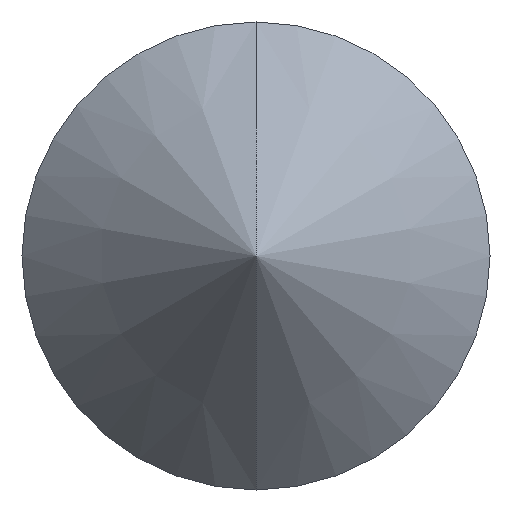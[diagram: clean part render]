
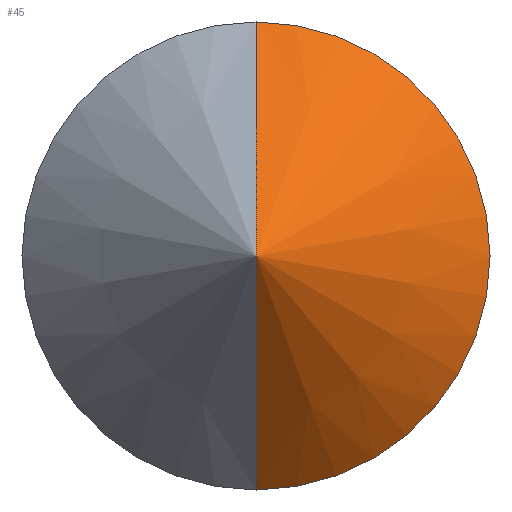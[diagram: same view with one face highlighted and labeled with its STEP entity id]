
A CAD part, front view. The second image highlights one B-rep face of the part: STEP entity #45.
In plain terms, the highlighted conical face has half-angle 45 degrees and reference radius 1000 mm.
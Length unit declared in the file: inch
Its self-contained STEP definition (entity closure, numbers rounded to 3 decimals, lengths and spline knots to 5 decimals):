
#6 = CARTESIAN_POINT ( 'NONE',  ( 0., 0.0625, -0.0625 ) ) ;
#19 = ORIENTED_EDGE ( 'NONE', *, *, #262, .T. ) ;
#23 = FACE_OUTER_BOUND ( 'NONE', #283, .T. ) ;
#26 = DIRECTION ( 'NONE',  ( 0., 0.707, -0.707 ) ) ;
#34 = CARTESIAN_POINT ( 'NONE',  ( 0., 0., 0. ) ) ;
#42 = DIRECTION ( 'NONE',  ( 0., 0.707, 0.707 ) ) ;
#45 = ADVANCED_FACE ( 'NONE', ( #23 ), #183, .T. ) ;
#53 = AXIS2_PLACEMENT_3D ( 'NONE', #345, #324, #267 ) ;
#61 = CIRCLE ( 'NONE', #53, 0.0625 ) ;
#72 = VERTEX_POINT ( 'NONE', #34 ) ;
#110 = ORIENTED_EDGE ( 'NONE', *, *, #226, .F. ) ;
#114 = EDGE_CURVE ( 'NONE', #172, #151, #61, .T. ) ;
#147 = DIRECTION ( 'NONE',  ( 0., 1., 0. ) ) ;
#151 = VERTEX_POINT ( 'NONE', #162 ) ;
#162 = CARTESIAN_POINT ( 'NONE',  ( 0., 0.0625, 0.0625 ) ) ;
#167 = ORIENTED_EDGE ( 'NONE', *, *, #114, .T. ) ;
#172 = VERTEX_POINT ( 'NONE', #6 ) ;
#173 = AXIS2_PLACEMENT_3D ( 'NONE', #234, #147, #343 ) ;
#183 = CONICAL_SURFACE ( 'NONE', #173, 39.37008, 0.785 ) ;
#220 = CARTESIAN_POINT ( 'NONE',  ( 0., 0., 0. ) ) ;
#226 = EDGE_CURVE ( 'NONE', #72, #151, #273, .T. ) ;
#234 = CARTESIAN_POINT ( 'NONE',  ( 0., 39.37008, 0. ) ) ;
#262 = EDGE_CURVE ( 'NONE', #72, #172, #263, .T. ) ;
#263 = LINE ( 'NONE', #287, #291 ) ;
#267 = DIRECTION ( 'NONE',  ( 0., 0., -1. ) ) ;
#273 = LINE ( 'NONE', #220, #305 ) ;
#283 = EDGE_LOOP ( 'NONE', ( #110, #19, #167 ) ) ;
#287 = CARTESIAN_POINT ( 'NONE',  ( 0., 0., 0. ) ) ;
#291 = VECTOR ( 'NONE', #26, 39.37008 ) ;
#305 = VECTOR ( 'NONE', #42, 39.37008 ) ;
#324 = DIRECTION ( 'NONE',  ( 0., -1., 0. ) ) ;
#343 = DIRECTION ( 'NONE',  ( 0., 0., 1. ) ) ;
#345 = CARTESIAN_POINT ( 'NONE',  ( 0., 0.0625, 0. ) ) ;
